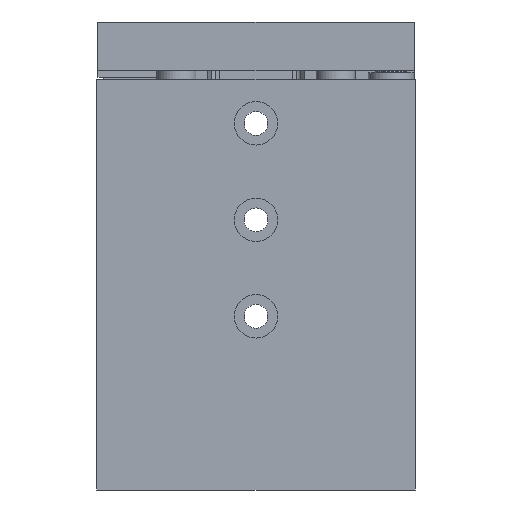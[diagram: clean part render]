
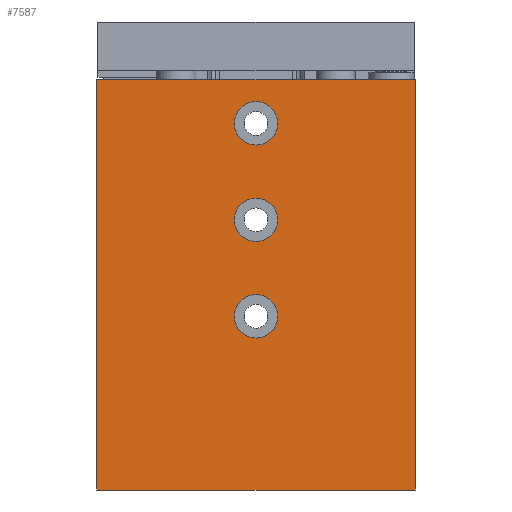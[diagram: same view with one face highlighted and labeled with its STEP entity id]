
A CAD part, front view. The second image highlights one B-rep face of the part: STEP entity #7587.
In plain terms, the highlighted planar face has unit normal (0, -1, 0).
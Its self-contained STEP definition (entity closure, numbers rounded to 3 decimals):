
#92=LINE('',#11089,#550);
#126=LINE('',#11165,#584);
#154=LINE('',#11273,#612);
#155=LINE('',#11281,#613);
#550=VECTOR('',#8911,1000.);
#584=VECTOR('',#8963,1000.);
#612=VECTOR('',#9043,1000.);
#613=VECTOR('',#9052,1000.);
#999=PLANE('',#8054);
#1309=ORIENTED_EDGE('',*,*,#3100,.F.);
#1310=ORIENTED_EDGE('',*,*,#3101,.F.);
#1311=ORIENTED_EDGE('',*,*,#3102,.F.);
#1312=ORIENTED_EDGE('',*,*,#3011,.F.);
#1313=ORIENTED_EDGE('',*,*,#3099,.F.);
#1314=ORIENTED_EDGE('',*,*,#3049,.T.);
#1315=ORIENTED_EDGE('',*,*,#3103,.T.);
#3011=EDGE_CURVE('',#3913,#3914,#92,.T.);
#3049=EDGE_CURVE('',#3947,#3946,#126,.T.);
#3099=EDGE_CURVE('',#3947,#3913,#154,.T.);
#3100=EDGE_CURVE('',#3991,#3991,#4573,.T.);
#3101=EDGE_CURVE('',#3992,#3992,#4574,.T.);
#3102=EDGE_CURVE('',#3993,#3993,#4575,.T.);
#3103=EDGE_CURVE('',#3946,#3914,#155,.T.);
#3913=VERTEX_POINT('',#11088);
#3914=VERTEX_POINT('',#11090);
#3946=VERTEX_POINT('',#11164);
#3947=VERTEX_POINT('',#11166);
#3991=VERTEX_POINT('',#11276);
#3992=VERTEX_POINT('',#11278);
#3993=VERTEX_POINT('',#11280);
#4573=CIRCLE('',#8055,4.5);
#4574=CIRCLE('',#8056,4.5);
#4575=CIRCLE('',#8057,4.5);
#4983=EDGE_LOOP('',(#1309));
#4984=EDGE_LOOP('',(#1310));
#4985=EDGE_LOOP('',(#1311));
#4986=EDGE_LOOP('',(#1312,#1313,#1314,#1315));
#5575=FACE_BOUND('',#4983,.T.);
#5576=FACE_BOUND('',#4984,.T.);
#5577=FACE_BOUND('',#4985,.T.);
#5578=FACE_BOUND('',#4986,.T.);
#7587=ADVANCED_FACE('',(#5575,#5576,#5577,#5578),#999,.T.);
#8054=AXIS2_PLACEMENT_3D('',#11274,#9044,#9045);
#8055=AXIS2_PLACEMENT_3D('',#11275,#9046,#9047);
#8056=AXIS2_PLACEMENT_3D('',#11277,#9048,#9049);
#8057=AXIS2_PLACEMENT_3D('',#11279,#9050,#9051);
#8911=DIRECTION('',(1.,0.,0.));
#8963=DIRECTION('',(1.,0.,0.));
#9043=DIRECTION('',(0.,0.,1.));
#9044=DIRECTION('',(0.,-1.,0.));
#9045=DIRECTION('',(0.,0.,-1.));
#9046=DIRECTION('',(0.,-1.,0.));
#9047=DIRECTION('',(0.,0.,-1.));
#9048=DIRECTION('',(0.,-1.,0.));
#9049=DIRECTION('',(0.,0.,-1.));
#9050=DIRECTION('',(0.,-1.,0.));
#9051=DIRECTION('',(0.,0.,-1.));
#9052=DIRECTION('',(0.,0.,1.));
#11088=CARTESIAN_POINT('',(-33.,0.,0.));
#11089=CARTESIAN_POINT('',(-33.,0.,0.));
#11090=CARTESIAN_POINT('',(33.,0.,0.));
#11164=CARTESIAN_POINT('',(33.,0.,-85.));
#11165=CARTESIAN_POINT('',(-33.,0.,-85.));
#11166=CARTESIAN_POINT('',(-33.,0.,-85.));
#11273=CARTESIAN_POINT('',(-33.,0.,-85.));
#11274=CARTESIAN_POINT('',(-33.,0.,-85.));
#11275=CARTESIAN_POINT('',(0.,0.,-29.));
#11276=CARTESIAN_POINT('',(0.,0.,-33.5));
#11277=CARTESIAN_POINT('',(0.,0.,-49.));
#11278=CARTESIAN_POINT('',(0.,0.,-53.5));
#11279=CARTESIAN_POINT('',(0.,0.,-9.));
#11280=CARTESIAN_POINT('',(0.,0.,-13.5));
#11281=CARTESIAN_POINT('',(33.,0.,-85.));
